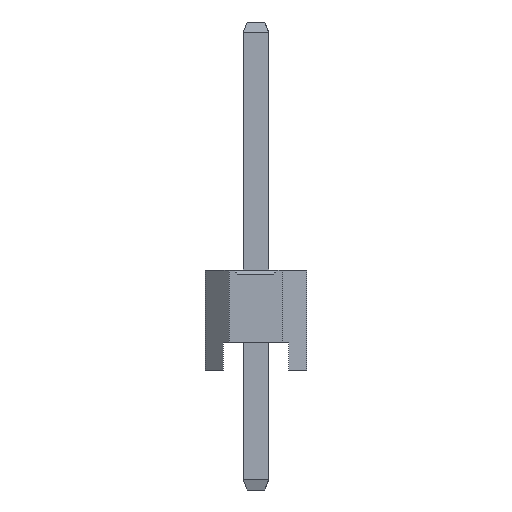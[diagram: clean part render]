
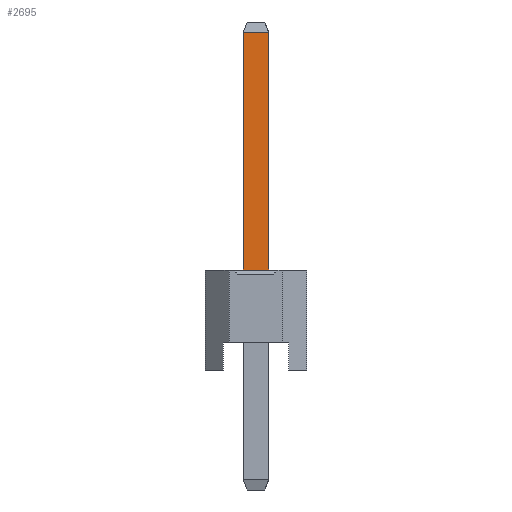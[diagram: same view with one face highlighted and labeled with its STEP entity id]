
A CAD part, left-side view. The second image highlights one B-rep face of the part: STEP entity #2695.
In plain terms, the highlighted planar face has unit normal (-1, 0, 0).
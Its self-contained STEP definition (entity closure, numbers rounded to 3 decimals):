
#2695=ADVANCED_FACE('',(#7018),#7020,.T.);
#7018=FACE_BOUND('',#7019,.T.);
#7019=EDGE_LOOP('',(#10404,#10405,#10406,#10407));
#7020=PLANE('',#7021);
#7021=AXIS2_PLACEMENT_3D('',#7022,#7023,#7024);
#7022=CARTESIAN_POINT('',(-0.32,0.32,-3.));
#7023=DIRECTION('',(-1.,0.,0.));
#7024=DIRECTION('',(0.,-1.,0.));
#10404=ORIENTED_EDGE('',*,*,#12381,.F.);
#10405=ORIENTED_EDGE('',*,*,#12376,.F.);
#10406=ORIENTED_EDGE('',*,*,#11731,.T.);
#10407=ORIENTED_EDGE('',*,*,#12380,.T.);
#11731=EDGE_CURVE('',#13415,#13419,#13421,.T.);
#12376=EDGE_CURVE('',#13415,#14385,#14388,.T.);
#12380=EDGE_CURVE('',#13419,#14392,#14394,.T.);
#12381=EDGE_CURVE('',#14385,#14392,#14395,.T.);
#13415=VERTEX_POINT('',#16301);
#13419=VERTEX_POINT('',#16309);
#13421=LINE('',#16313,#16314);
#14385=VERTEX_POINT('',#18563);
#14388=LINE('',#18570,#18571);
#14392=VERTEX_POINT('',#18580);
#14394=LINE('',#18584,#18585);
#14395=LINE('',#18587,#18588);
#16301=CARTESIAN_POINT('',(-0.32,0.32,2.5));
#16309=CARTESIAN_POINT('',(-0.32,-0.32,2.5));
#16313=CARTESIAN_POINT('',(-0.32,0.32,2.5));
#16314=VECTOR('',#16315,1.);
#16315=DIRECTION('',(0.,-1.,0.));
#18563=CARTESIAN_POINT('',(-0.32,0.32,8.425));
#18570=CARTESIAN_POINT('',(-0.32,0.32,2.5));
#18571=VECTOR('',#18572,1.);
#18572=DIRECTION('',(0.,0.,1.));
#18580=CARTESIAN_POINT('',(-0.32,-0.32,8.425));
#18584=CARTESIAN_POINT('',(-0.32,-0.32,2.5));
#18585=VECTOR('',#18586,1.);
#18586=DIRECTION('',(0.,0.,1.));
#18587=CARTESIAN_POINT('',(-0.32,0.32,8.425));
#18588=VECTOR('',#18589,1.);
#18589=DIRECTION('',(0.,-1.,0.));
